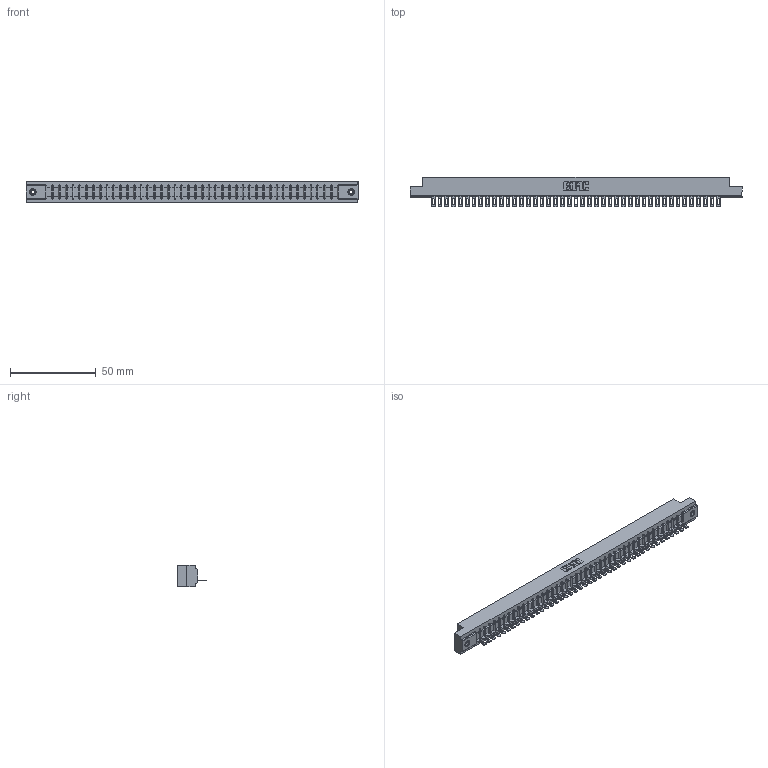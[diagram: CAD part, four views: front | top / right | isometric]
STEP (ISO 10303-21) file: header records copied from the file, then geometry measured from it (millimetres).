
FILE_DESCRIPTION (( 'STEP AP203' ), '1' );
FILE_NAME ('307-043-501-108.STEP', '2018-08-05T19:36:42', ( '' ), ( '' ), 'SwSTEP 2.0', 'SolidWorks 2016', '' );
FILE_SCHEMA (( 'CONFIG_CONTROL_DESIGN' ));
Length unit declared in the file: inch
Products named in the file (4): 345-250-001_345-250-003-102; 307-043-501-108; 307 Part_.156 Dia Mounting Holes; 307-290-002_501
Assembly tree (46 placements, depth 2):
  307-043-501-108
    307 Part_.156 Dia Mounting Holes
    307-290-002_501  x43
    345-250-001_345-250-003-102  x2
Bounding box: 193.4 x 17.42 x 12.7 mm (x, y, z)
Volume: 20734.2 mm3; surface area: 26402.1 mm2
Topology: 46 solids, 46 shells, 3490 faces, 10693 edges, 7002 vertices
Faces by surface type: plane 1994, cylinder 1392, sphere 88, cone 12, torus 4
Entity records: 38719 total; most frequent: CARTESIAN_POINT 6511, ORIENTED_EDGE 6494, DIRECTION 6339, EDGE_CURVE 3247, VECTOR 2483, LINE 2483, VERTEX_POINT 2100, AXIS2_PLACEMENT_3D 1928
